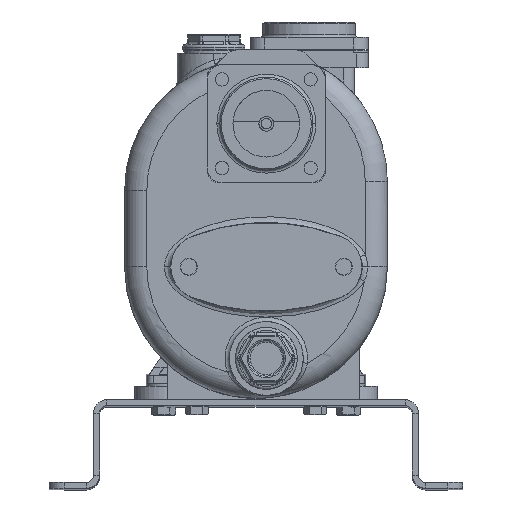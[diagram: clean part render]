
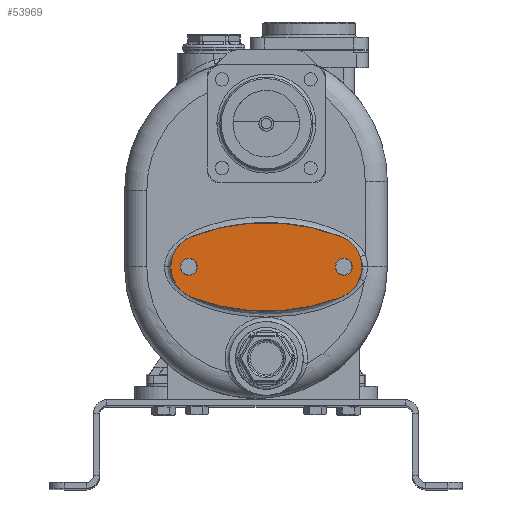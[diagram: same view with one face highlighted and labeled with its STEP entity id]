
A CAD part, top view. The second image highlights one B-rep face of the part: STEP entity #53969.
In plain terms, the highlighted planar face has unit normal (0, 0, 1).
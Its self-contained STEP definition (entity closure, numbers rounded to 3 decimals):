
#3518=CARTESIAN_POINT('',(6.99,200.,69.));
#3519=DIRECTION('',(0.,0.,1.));
#3520=DIRECTION('',(-0.362,-0.932,0.));
#3521=AXIS2_PLACEMENT_3D('',#3518,#3519,#3520);
#3523=CARTESIAN_POINT('',(-35.705,90.,69.));
#3524=DIRECTION('',(0.,0.,1.));
#3525=DIRECTION('',(-0.362,0.932,0.));
#3526=AXIS2_PLACEMENT_3D('',#3523,#3524,#3525);
#3528=CARTESIAN_POINT('',(6.99,-20.,69.));
#3529=DIRECTION('',(0.,0.,1.));
#3530=DIRECTION('',(0.362,0.932,0.));
#3531=AXIS2_PLACEMENT_3D('',#3528,#3529,#3530);
#3533=CARTESIAN_POINT('',(49.685,90.,69.));
#3534=DIRECTION('',(0.,0.,1.));
#3535=DIRECTION('',(0.362,-0.932,0.));
#3536=AXIS2_PLACEMENT_3D('',#3533,#3534,#3535);
#3538=CARTESIAN_POINT('',(59.49,90.,69.));
#3539=DIRECTION('',(0.,0.,1.));
#3540=DIRECTION('',(1.,0.,0.));
#3541=AXIS2_PLACEMENT_3D('',#3538,#3539,#3540);
#3543=CARTESIAN_POINT('',(59.49,90.,69.));
#3544=DIRECTION('',(0.,0.,1.));
#3545=DIRECTION('',(-1.,0.,0.));
#3546=AXIS2_PLACEMENT_3D('',#3543,#3544,#3545);
#3548=CARTESIAN_POINT('',(-45.51,90.,69.));
#3549=DIRECTION('',(0.,0.,-1.));
#3550=DIRECTION('',(-1.,0.,0.));
#3551=AXIS2_PLACEMENT_3D('',#3548,#3549,#3550);
#3553=CARTESIAN_POINT('',(-45.51,90.,69.));
#3554=DIRECTION('',(0.,0.,-1.));
#3555=DIRECTION('',(1.,0.,0.));
#3556=AXIS2_PLACEMENT_3D('',#3553,#3554,#3555);
#41342=CARTESIAN_POINT('',(-43.679,69.491,69.));
#41343=CARTESIAN_POINT('',(57.644,69.485,69.));
#41344=VERTEX_POINT('',#41342);
#41345=VERTEX_POINT('',#41343);
#41346=CARTESIAN_POINT('',(57.644,110.515,69.));
#41347=VERTEX_POINT('',#41346);
#41348=CARTESIAN_POINT('',(-43.679,110.509,69.));
#41349=VERTEX_POINT('',#41348);
#41350=CARTESIAN_POINT('',(65.24,90.,69.));
#41351=CARTESIAN_POINT('',(53.74,90.,69.));
#41352=VERTEX_POINT('',#41350);
#41353=VERTEX_POINT('',#41351);
#41354=CARTESIAN_POINT('',(-51.26,90.,69.));
#41355=CARTESIAN_POINT('',(-39.76,90.,69.));
#41356=VERTEX_POINT('',#41354);
#41357=VERTEX_POINT('',#41355);
#53946=CARTESIAN_POINT('',(6.99,90.,69.));
#53947=DIRECTION('',(0.,0.,1.));
#53948=DIRECTION('',(-1.,0.,0.));
#53949=AXIS2_PLACEMENT_3D('',#53946,#53947,#53948);
#53950=PLANE('',#53949);
#53951=ORIENTED_EDGE('',*,*,#53878,.F.);
#53952=ORIENTED_EDGE('',*,*,#53897,.F.);
#53953=ORIENTED_EDGE('',*,*,#53916,.F.);
#53954=ORIENTED_EDGE('',*,*,#53934,.F.);
#53955=EDGE_LOOP('',(#53951,#53952,#53953,#53954));
#53956=FACE_OUTER_BOUND('',#53955,.F.);
#53958=ORIENTED_EDGE('',*,*,#53957,.T.);
#53960=ORIENTED_EDGE('',*,*,#53959,.T.);
#53961=EDGE_LOOP('',(#53958,#53960));
#53962=FACE_BOUND('',#53961,.F.);
#53964=ORIENTED_EDGE('',*,*,#53963,.F.);
#53966=ORIENTED_EDGE('',*,*,#53965,.F.);
#53967=EDGE_LOOP('',(#53964,#53966));
#53968=FACE_BOUND('',#53967,.F.);
#53969=ADVANCED_FACE('',(#53956,#53962,#53968),#53950,.T.);
#3522=CIRCLE('',#3521,140.);
#3527=CIRCLE('',#3526,22.005);
#3532=CIRCLE('',#3531,140.);
#3537=CIRCLE('',#3536,22.005);
#3542=CIRCLE('',#3541,5.75);
#3547=CIRCLE('',#3546,5.75);
#3552=CIRCLE('',#3551,5.75);
#3557=CIRCLE('',#3556,5.75);
#53878=EDGE_CURVE('',#41344,#41345,#3522,.T.);
#53897=EDGE_CURVE('',#41349,#41344,#3527,.T.);
#53916=EDGE_CURVE('',#41347,#41349,#3532,.T.);
#53934=EDGE_CURVE('',#41345,#41347,#3537,.T.);
#53957=EDGE_CURVE('',#41352,#41353,#3542,.T.);
#53959=EDGE_CURVE('',#41353,#41352,#3547,.T.);
#53963=EDGE_CURVE('',#41356,#41357,#3552,.T.);
#53965=EDGE_CURVE('',#41357,#41356,#3557,.T.);
